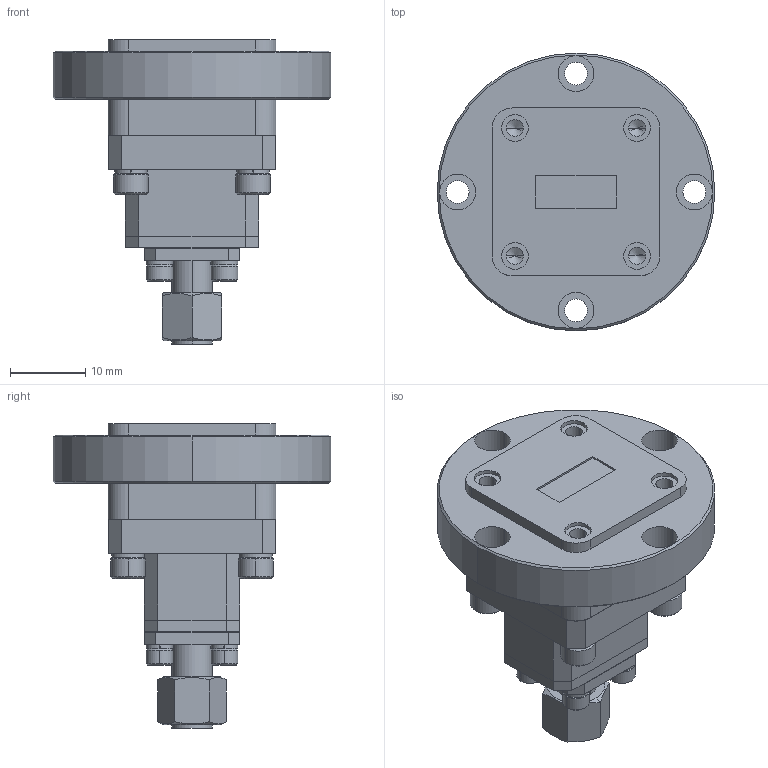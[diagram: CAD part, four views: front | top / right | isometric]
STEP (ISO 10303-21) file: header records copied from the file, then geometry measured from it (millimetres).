
FILE_DESCRIPTION (( 'STEP AP203' ), '1' );
FILE_NAME ('SWC-42KM-E1-WR.STEP', '2019-10-29T20:05:06', ( '' ), ( '' ), 'SwSTEP 2.0', 'SolidWorks 2016', '' );
FILE_SCHEMA (( 'CONFIG_CONTROL_DESIGN' ));
Length unit declared in the file: inch
Products named in the file (1): SWC-42KM-E1-WR
Bounding box: 36.96 x 36.96 x 40.56 mm (x, y, z)
Volume: 14400.5 mm3; surface area: 9483.9 mm2
Topology: 24 solids, 24 shells, 1048 faces, 2660 edges, 1686 vertices
Faces by surface type: cylinder 638, plane 224, cone 170, bspline 16
Entity records: 42695 total; most frequent: CARTESIAN_POINT 20175, ORIENTED_EDGE 5240, DIRECTION 4160, EDGE_CURVE 2620, VERTEX_POINT 1686, AXIS2_PLACEMENT_3D 1543, EDGE_LOOP 1148, VECTOR 1074
